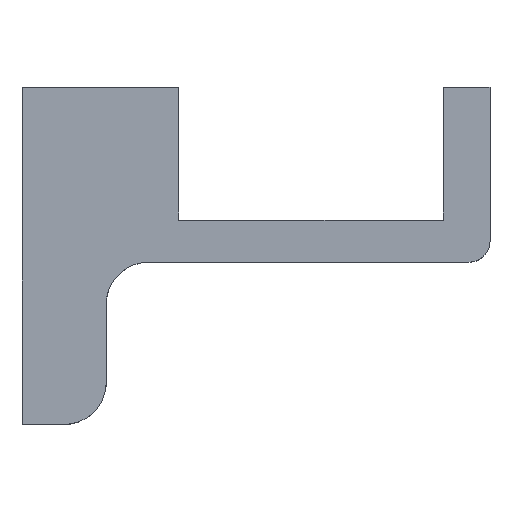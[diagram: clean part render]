
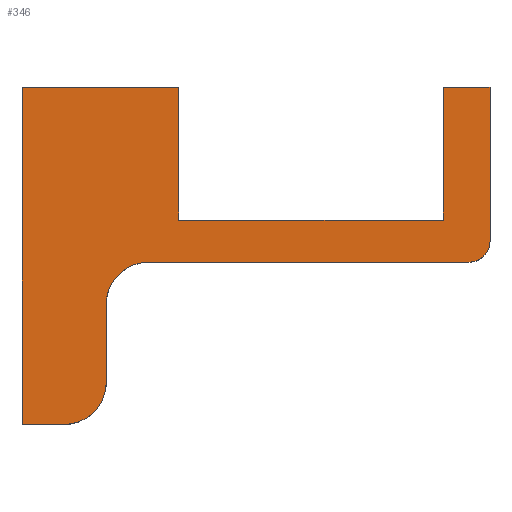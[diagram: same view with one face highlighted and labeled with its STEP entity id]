
A CAD part, top view. The second image highlights one B-rep face of the part: STEP entity #346.
In plain terms, the highlighted planar face has unit normal (0, 0, 1).
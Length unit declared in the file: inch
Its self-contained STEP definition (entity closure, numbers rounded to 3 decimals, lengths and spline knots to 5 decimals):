
#19=PLANE('',#392);
#34=FACE_OUTER_BOUND('',#51,.T.);
#51=EDGE_LOOP('',(#262,#263,#264,#265,#266,#267,#268,#269,#270,#271,#272,
#273,#274));
#73=LINE('',#549,#109);
#76=LINE('',#561,#112);
#77=LINE('',#565,#113);
#78=LINE('',#567,#114);
#79=LINE('',#569,#115);
#80=LINE('',#571,#116);
#81=LINE('',#573,#117);
#82=LINE('',#575,#118);
#83=LINE('',#577,#119);
#84=LINE('',#578,#120);
#109=VECTOR('',#436,0.3937);
#112=VECTOR('',#449,0.3937);
#113=VECTOR('',#452,0.3937);
#114=VECTOR('',#453,0.3937);
#115=VECTOR('',#454,0.3937);
#116=VECTOR('',#455,0.3937);
#117=VECTOR('',#456,0.3937);
#118=VECTOR('',#457,0.3937);
#119=VECTOR('',#458,0.3937);
#120=VECTOR('',#459,0.3937);
#147=CIRCLE('',#390,0.25);
#149=CIRCLE('',#393,0.25);
#150=CIRCLE('',#394,0.125);
#163=VERTEX_POINT('',#546);
#164=VERTEX_POINT('',#548);
#165=VERTEX_POINT('',#552);
#167=VERTEX_POINT('',#558);
#168=VERTEX_POINT('',#560);
#169=VERTEX_POINT('',#562);
#170=VERTEX_POINT('',#564);
#171=VERTEX_POINT('',#566);
#172=VERTEX_POINT('',#568);
#173=VERTEX_POINT('',#570);
#174=VERTEX_POINT('',#572);
#175=VERTEX_POINT('',#574);
#176=VERTEX_POINT('',#576);
#200=EDGE_CURVE('',#164,#163,#73,.T.);
#202=EDGE_CURVE('',#164,#165,#147,.T.);
#205=EDGE_CURVE('',#167,#163,#149,.T.);
#206=EDGE_CURVE('',#167,#168,#76,.T.);
#207=EDGE_CURVE('',#169,#168,#150,.T.);
#208=EDGE_CURVE('',#169,#170,#77,.T.);
#209=EDGE_CURVE('',#170,#171,#78,.T.);
#210=EDGE_CURVE('',#171,#172,#79,.T.);
#211=EDGE_CURVE('',#172,#173,#80,.T.);
#212=EDGE_CURVE('',#173,#174,#81,.T.);
#213=EDGE_CURVE('',#174,#175,#82,.T.);
#214=EDGE_CURVE('',#175,#176,#83,.T.);
#215=EDGE_CURVE('',#176,#165,#84,.T.);
#262=ORIENTED_EDGE('',*,*,#202,.F.);
#263=ORIENTED_EDGE('',*,*,#200,.T.);
#264=ORIENTED_EDGE('',*,*,#205,.F.);
#265=ORIENTED_EDGE('',*,*,#206,.T.);
#266=ORIENTED_EDGE('',*,*,#207,.F.);
#267=ORIENTED_EDGE('',*,*,#208,.T.);
#268=ORIENTED_EDGE('',*,*,#209,.T.);
#269=ORIENTED_EDGE('',*,*,#210,.T.);
#270=ORIENTED_EDGE('',*,*,#211,.T.);
#271=ORIENTED_EDGE('',*,*,#212,.T.);
#272=ORIENTED_EDGE('',*,*,#213,.T.);
#273=ORIENTED_EDGE('',*,*,#214,.T.);
#274=ORIENTED_EDGE('',*,*,#215,.T.);
#346=ADVANCED_FACE('',(#34),#19,.T.);
#390=AXIS2_PLACEMENT_3D('',#553,#440,#441);
#392=AXIS2_PLACEMENT_3D('',#557,#445,#446);
#393=AXIS2_PLACEMENT_3D('',#559,#447,#448);
#394=AXIS2_PLACEMENT_3D('',#563,#450,#451);
#436=DIRECTION('',(0.,1.,0.));
#440=DIRECTION('center_axis',(0.,0.,-1.));
#441=DIRECTION('ref_axis',(0.707,-0.707,0.));
#445=DIRECTION('center_axis',(0.,0.,1.));
#446=DIRECTION('ref_axis',(1.,0.,0.));
#447=DIRECTION('center_axis',(0.,0.,1.));
#448=DIRECTION('ref_axis',(-0.707,0.707,0.));
#449=DIRECTION('',(1.,0.,0.));
#450=DIRECTION('center_axis',(0.,0.,-1.));
#451=DIRECTION('ref_axis',(0.707,-0.707,0.));
#452=DIRECTION('',(0.,1.,0.));
#453=DIRECTION('',(-1.,0.,0.));
#454=DIRECTION('',(0.,-1.,0.));
#455=DIRECTION('',(-1.,0.,0.));
#456=DIRECTION('',(0.,1.,0.));
#457=DIRECTION('',(-1.,0.,0.));
#458=DIRECTION('',(0.,-1.,0.));
#459=DIRECTION('',(1.,0.,0.));
#546=CARTESIAN_POINT('',(-1.215,-0.8935,0.25));
#548=CARTESIAN_POINT('',(-1.215,-1.3565,0.25));
#549=CARTESIAN_POINT('',(-1.215,-1.6065,0.25));
#552=CARTESIAN_POINT('',(-1.465,-1.6065,0.25));
#553=CARTESIAN_POINT('Origin',(-1.465,-1.3565,0.25));
#557=CARTESIAN_POINT('Origin',(-0.07625,-0.125,0.25));
#558=CARTESIAN_POINT('',(-0.965,-0.6435,0.25));
#559=CARTESIAN_POINT('Origin',(-0.965,-0.8935,0.25));
#560=CARTESIAN_POINT('',(0.9375,-0.6435,0.25));
#561=CARTESIAN_POINT('',(-1.215,-0.6435,0.25));
#562=CARTESIAN_POINT('',(1.0625,-0.5185,0.25));
#563=CARTESIAN_POINT('Origin',(0.9375,-0.5185,0.25));
#564=CARTESIAN_POINT('',(1.0625,0.3935,0.25));
#565=CARTESIAN_POINT('',(1.0625,-0.6435,0.25));
#566=CARTESIAN_POINT('',(0.785,0.3935,0.25));
#567=CARTESIAN_POINT('',(1.0625,0.3935,0.25));
#568=CARTESIAN_POINT('',(0.785,-0.3935,0.25));
#569=CARTESIAN_POINT('',(0.785,0.3935,0.25));
#570=CARTESIAN_POINT('',(-0.785,-0.3935,0.25));
#571=CARTESIAN_POINT('',(0.785,-0.3935,0.25));
#572=CARTESIAN_POINT('',(-0.785,0.3935,0.25));
#573=CARTESIAN_POINT('',(-0.785,-0.3935,0.25));
#574=CARTESIAN_POINT('',(-1.715,0.3935,0.25));
#575=CARTESIAN_POINT('',(-1.215,0.3935,0.25));
#576=CARTESIAN_POINT('',(-1.715,-1.6065,0.25));
#577=CARTESIAN_POINT('',(-1.715,0.3935,0.25));
#578=CARTESIAN_POINT('',(-1.715,-1.6065,0.25));
